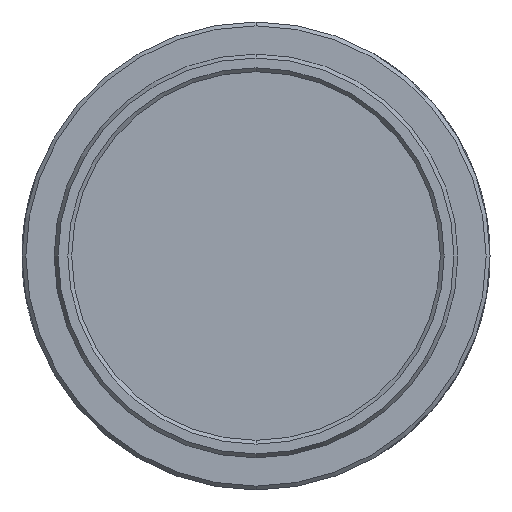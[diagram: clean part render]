
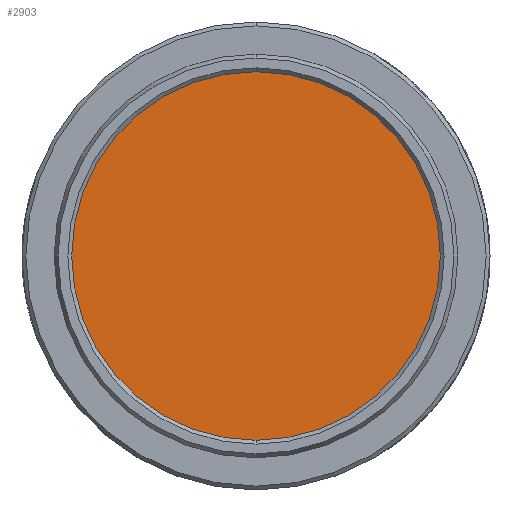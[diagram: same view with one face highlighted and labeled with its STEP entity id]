
A CAD part, left-side view. The second image highlights one B-rep face of the part: STEP entity #2903.
In plain terms, the highlighted planar face has unit normal (-1, 0, 0).
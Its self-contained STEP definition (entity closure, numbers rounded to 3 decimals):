
#222 = FACE_OUTER_BOUND ( 'NONE', #2815, .T. ) ;
#1389 = CARTESIAN_POINT ( 'NONE',  ( -1.905, 0., 0. ) ) ;
#1472 = DIRECTION ( 'NONE',  ( 1., 0., 0. ) ) ;
#2109 = DIRECTION ( 'NONE',  ( 0., 0.924, 0.382 ) ) ;
#2658 = VERTEX_POINT ( 'NONE', #9274 ) ;
#2815 = EDGE_LOOP ( 'NONE', ( #3866, #7446 ) ) ;
#2823 = CARTESIAN_POINT ( 'NONE',  ( -1.905, 0., 0. ) ) ;
#2903 = ADVANCED_FACE ( 'NONE', ( #222 ), #5884, .F. ) ;
#3337 = CIRCLE ( 'NONE', #6751, 12.7 ) ;
#3748 = VERTEX_POINT ( 'NONE', #4529 ) ;
#3796 = CARTESIAN_POINT ( 'NONE',  ( -1.905, 0., 0. ) ) ;
#3866 = ORIENTED_EDGE ( 'NONE', *, *, #6795, .F. ) ;
#4260 = AXIS2_PLACEMENT_3D ( 'NONE', #3796, #8947, #4538 ) ;
#4529 = CARTESIAN_POINT ( 'NONE',  ( -1.905, 11.738, 4.849 ) ) ;
#4538 = DIRECTION ( 'NONE',  ( 0., 0.924, 0.382 ) ) ;
#5884 = PLANE ( 'NONE',  #7263 ) ;
#6514 = DIRECTION ( 'NONE',  ( 1., 0., 0. ) ) ;
#6609 = DIRECTION ( 'NONE',  ( 0., 0.924, 0.382 ) ) ;
#6751 = AXIS2_PLACEMENT_3D ( 'NONE', #1389, #6514, #2109 ) ;
#6795 = EDGE_CURVE ( 'NONE', #3748, #2658, #3337, .T. ) ;
#7263 = AXIS2_PLACEMENT_3D ( 'NONE', #2823, #1472, #6609 ) ;
#7446 = ORIENTED_EDGE ( 'NONE', *, *, #8434, .F. ) ;
#8434 = EDGE_CURVE ( 'NONE', #2658, #3748, #8839, .T. ) ;
#8839 = CIRCLE ( 'NONE', #4260, 12.7 ) ;
#8947 = DIRECTION ( 'NONE',  ( 1., 0., 0. ) ) ;
#9274 = CARTESIAN_POINT ( 'NONE',  ( -1.905, -11.738, -4.849 ) ) ;
